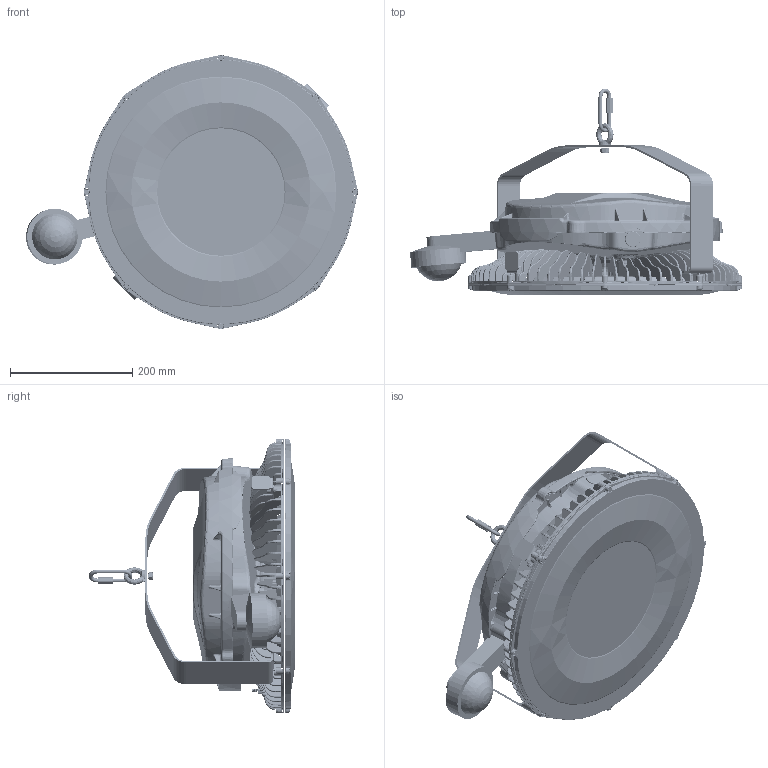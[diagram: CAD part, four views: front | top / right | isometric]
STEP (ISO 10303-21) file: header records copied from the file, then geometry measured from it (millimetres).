
FILE_DESCRIPTION((''),'2;1');
FILE_NAME('RRX_245_XXXX_EF_XXXXX','2019-05-23T',('gatsonnb'),(''),'PRO/ENGINEER BY PARAMETRIC TECHNOLOGY CORPORATION, 2014000','PRO/ENGINEER BY PARAMETRIC TECHNOLOGY CORPORATION, 2014000','');
FILE_SCHEMA(('CONFIG_CONTROL_DESIGN'));
Length unit declared in the file: inch
Products named in the file (1): RRX_245_XXXX_EF_XXXXX
Bounding box: 543.47 x 338.12 x 448.91 mm (x, y, z)
Surface area: 1685392.3 mm2 (no closed solid volume)
Topology: 0 solids, 185 shells, 5191 faces, 17790 edges, 12427 vertices
Faces by surface type: bspline 2205, plane 854, torus 807, cylinder 691, cone 581, revolution 37, sphere 16
Entity records: 372582 total; most frequent: CARTESIAN_POINT 249092, ORIENTED_EDGE 26812, DIRECTION 19040, EDGE_CURVE 17780, VERTEX_POINT 12427, B_SPLINE_CURVE_WITH_KNOTS 9939, AXIS2_PLACEMENT_3D 8176, CIRCLE 5227
